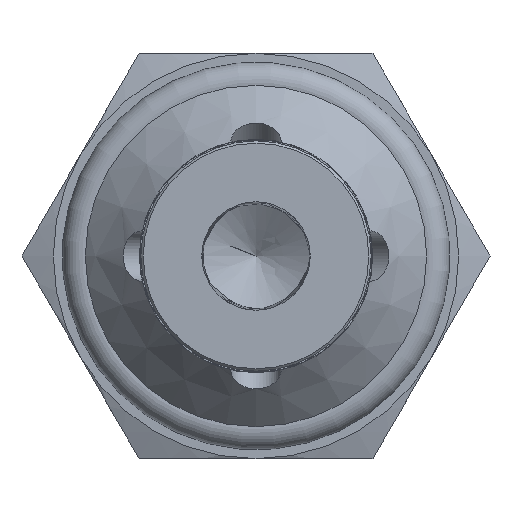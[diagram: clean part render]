
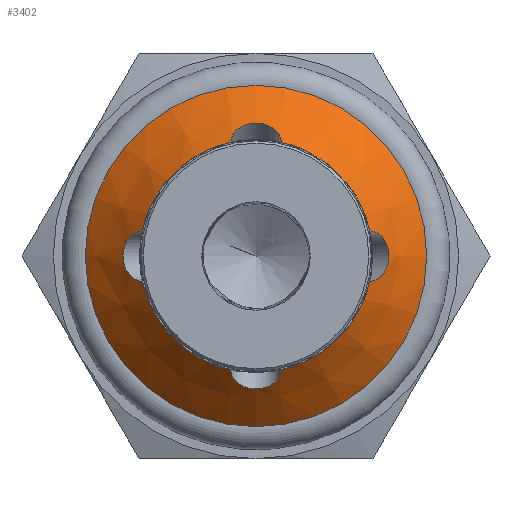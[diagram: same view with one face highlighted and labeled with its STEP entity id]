
A CAD part, left-side view. The second image highlights one B-rep face of the part: STEP entity #3402.
In plain terms, the highlighted conical face has half-angle 45 degrees and reference radius 7.836 mm.
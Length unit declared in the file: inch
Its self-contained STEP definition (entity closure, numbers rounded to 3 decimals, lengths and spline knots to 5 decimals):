
#2918=CARTESIAN_POINT('',(-0.97,-0.05433,-0.24249));
#2919=VERTEX_POINT('',#2918);
#2920=CARTESIAN_POINT('',(-0.97,0.05433,-0.24249));
#2921=VERTEX_POINT('',#2920);
#2922=CARTESIAN_POINT('',(-0.97,-0.05433,-0.24249));
#2923=CARTESIAN_POINT('',(-0.96556,-0.05482,-0.24692));
#2924=CARTESIAN_POINT('',(-0.96103,-0.05421,-0.25171));
#2925=CARTESIAN_POINT('',(-0.95169,-0.05026,-0.26205));
#2926=CARTESIAN_POINT('',(-0.94705,-0.04632,-0.26753));
#2927=CARTESIAN_POINT('',(-0.93972,-0.03651,-0.27643));
#2928=CARTESIAN_POINT('',(-0.93661,-0.03005,-0.28039));
#2929=CARTESIAN_POINT('',(-0.93248,-0.01558,-0.28569));
#2930=CARTESIAN_POINT('',(-0.93146,-0.00757,-0.28704));
#2931=CARTESIAN_POINT('',(-0.93146,0.00757,-0.28704));
#2932=CARTESIAN_POINT('',(-0.93248,0.01558,-0.28569));
#2933=CARTESIAN_POINT('',(-0.93661,0.03005,-0.28039));
#2934=CARTESIAN_POINT('',(-0.93972,0.03651,-0.27643));
#2935=CARTESIAN_POINT('',(-0.94705,0.04632,-0.26753));
#2936=CARTESIAN_POINT('',(-0.95169,0.05026,-0.26205));
#2937=CARTESIAN_POINT('',(-0.96103,0.05421,-0.25171));
#2938=CARTESIAN_POINT('',(-0.96556,0.05482,-0.24692));
#2939=CARTESIAN_POINT('',(-0.97,0.05433,-0.24249));
#2940=B_SPLINE_CURVE_WITH_KNOTS('',3,(#2922,#2923,#2924,#2925,#2926,#2927,#2928,#2929,#2930,#2931,#2932,#2933,#2934,#2935,#2936,#2937,#2938,#2939),.UNSPECIFIED.,.F.,.U.,(4,2,2,2,2,2,2,2,4),(0.38555,0.43259,0.49027,0.54796,0.60564,0.66332,0.72101,0.77869,0.82573),.UNSPECIFIED.);
#2941=EDGE_CURVE('',#2919,#2921,#2940,.T.);
#3021=CARTESIAN_POINT('',(-0.97,0.05433,0.24249));
#3022=VERTEX_POINT('',#3021);
#3023=CARTESIAN_POINT('',(-0.97,-0.05433,0.24249));
#3024=VERTEX_POINT('',#3023);
#3025=CARTESIAN_POINT('',(-0.97,0.05433,0.24249));
#3026=CARTESIAN_POINT('',(-0.96556,0.05482,0.24692));
#3027=CARTESIAN_POINT('',(-0.96103,0.05421,0.25171));
#3028=CARTESIAN_POINT('',(-0.95169,0.05026,0.26205));
#3029=CARTESIAN_POINT('',(-0.94705,0.04632,0.26753));
#3030=CARTESIAN_POINT('',(-0.93972,0.03651,0.27643));
#3031=CARTESIAN_POINT('',(-0.93661,0.03005,0.28039));
#3032=CARTESIAN_POINT('',(-0.93248,0.01558,0.28569));
#3033=CARTESIAN_POINT('',(-0.93146,0.00757,0.28704));
#3034=CARTESIAN_POINT('',(-0.93146,-0.00757,0.28704));
#3035=CARTESIAN_POINT('',(-0.93248,-0.01558,0.28569));
#3036=CARTESIAN_POINT('',(-0.93661,-0.03005,0.28039));
#3037=CARTESIAN_POINT('',(-0.93972,-0.03651,0.27643));
#3038=CARTESIAN_POINT('',(-0.94705,-0.04632,0.26753));
#3039=CARTESIAN_POINT('',(-0.95169,-0.05026,0.26205));
#3040=CARTESIAN_POINT('',(-0.96103,-0.05421,0.25171));
#3041=CARTESIAN_POINT('',(-0.96556,-0.05482,0.24692));
#3042=CARTESIAN_POINT('',(-0.97,-0.05433,0.24249));
#3043=B_SPLINE_CURVE_WITH_KNOTS('',3,(#3025,#3026,#3027,#3028,#3029,#3030,#3031,#3032,#3033,#3034,#3035,#3036,#3037,#3038,#3039,#3040,#3041,#3042),.UNSPECIFIED.,.F.,.U.,(4,2,2,2,2,2,2,2,4),(0.38555,0.43259,0.49027,0.54796,0.60564,0.66332,0.72101,0.77869,0.82573),.UNSPECIFIED.);
#3044=EDGE_CURVE('',#3022,#3024,#3043,.T.);
#3124=CARTESIAN_POINT('',(-0.97,-0.24249,0.05433));
#3125=VERTEX_POINT('',#3124);
#3126=CARTESIAN_POINT('',(-0.97,-0.24249,-0.05433));
#3127=VERTEX_POINT('',#3126);
#3128=CARTESIAN_POINT('',(-0.97,-0.24249,0.05433));
#3129=CARTESIAN_POINT('',(-0.96556,-0.24692,0.05482));
#3130=CARTESIAN_POINT('',(-0.96103,-0.25171,0.05421));
#3131=CARTESIAN_POINT('',(-0.95169,-0.26205,0.05026));
#3132=CARTESIAN_POINT('',(-0.94705,-0.26753,0.04632));
#3133=CARTESIAN_POINT('',(-0.93972,-0.27643,0.03651));
#3134=CARTESIAN_POINT('',(-0.93661,-0.28039,0.03005));
#3135=CARTESIAN_POINT('',(-0.93248,-0.28569,0.01558));
#3136=CARTESIAN_POINT('',(-0.93146,-0.28704,0.00757));
#3137=CARTESIAN_POINT('',(-0.93146,-0.28704,-0.00757));
#3138=CARTESIAN_POINT('',(-0.93248,-0.28569,-0.01558));
#3139=CARTESIAN_POINT('',(-0.93661,-0.28039,-0.03005));
#3140=CARTESIAN_POINT('',(-0.93972,-0.27643,-0.03651));
#3141=CARTESIAN_POINT('',(-0.94705,-0.26753,-0.04632));
#3142=CARTESIAN_POINT('',(-0.95169,-0.26205,-0.05026));
#3143=CARTESIAN_POINT('',(-0.96103,-0.25171,-0.05421));
#3144=CARTESIAN_POINT('',(-0.96556,-0.24692,-0.05482));
#3145=CARTESIAN_POINT('',(-0.97,-0.24249,-0.05433));
#3146=B_SPLINE_CURVE_WITH_KNOTS('',3,(#3128,#3129,#3130,#3131,#3132,#3133,#3134,#3135,#3136,#3137,#3138,#3139,#3140,#3141,#3142,#3143,#3144,#3145),.UNSPECIFIED.,.F.,.U.,(4,2,2,2,2,2,2,2,4),(0.38555,0.43259,0.49027,0.54796,0.60564,0.66332,0.72101,0.77869,0.82573),.UNSPECIFIED.);
#3147=EDGE_CURVE('',#3125,#3127,#3146,.T.);
#3239=CARTESIAN_POINT('',(-0.97,0.0,0.0));
#3240=DIRECTION('',(1.0,0.0,0.0));
#3241=DIRECTION('',(0.0,1.0,0.0));
#3242=AXIS2_PLACEMENT_3D('',#3239,#3240,#3241);
#3243=CIRCLE('',#3242,0.2485);
#3244=EDGE_CURVE('',#3127,#2919,#3243,.T.);
#3247=CARTESIAN_POINT('',(-0.97,0.0,0.0));
#3248=DIRECTION('',(1.0,0.0,0.0));
#3249=DIRECTION('',(0.0,1.0,0.0));
#3250=AXIS2_PLACEMENT_3D('',#3247,#3248,#3249);
#3251=CIRCLE('',#3250,0.2485);
#3252=EDGE_CURVE('',#3024,#3125,#3251,.T.);
#3255=CARTESIAN_POINT('',(-0.97,0.24249,0.05433));
#3256=VERTEX_POINT('',#3255);
#3257=CARTESIAN_POINT('',(-0.97,0.0,0.0));
#3258=DIRECTION('',(1.0,0.0,0.0));
#3259=DIRECTION('',(0.0,1.0,0.0));
#3260=AXIS2_PLACEMENT_3D('',#3257,#3258,#3259);
#3261=CIRCLE('',#3260,0.2485);
#3262=EDGE_CURVE('',#3256,#3022,#3261,.T.);
#3264=CARTESIAN_POINT('',(-0.97,0.24249,-0.05433));
#3265=VERTEX_POINT('',#3264);
#3291=CARTESIAN_POINT('',(-0.97,0.0,0.0));
#3292=DIRECTION('',(1.0,0.0,0.0));
#3293=DIRECTION('',(0.0,1.0,0.0));
#3294=AXIS2_PLACEMENT_3D('',#3291,#3292,#3293);
#3295=CIRCLE('',#3294,0.2485);
#3296=EDGE_CURVE('',#2921,#3265,#3295,.T.);
#3352=CARTESIAN_POINT('',(-0.97,0.24249,-0.05433));
#3353=CARTESIAN_POINT('',(-0.96556,0.24692,-0.05482));
#3354=CARTESIAN_POINT('',(-0.96103,0.25171,-0.05421));
#3355=CARTESIAN_POINT('',(-0.95169,0.26205,-0.05026));
#3356=CARTESIAN_POINT('',(-0.94705,0.26753,-0.04632));
#3357=CARTESIAN_POINT('',(-0.93972,0.27643,-0.03651));
#3358=CARTESIAN_POINT('',(-0.93661,0.28039,-0.03005));
#3359=CARTESIAN_POINT('',(-0.93248,0.28569,-0.01558));
#3360=CARTESIAN_POINT('',(-0.93146,0.28704,-0.00757));
#3361=CARTESIAN_POINT('',(-0.93146,0.28704,0.00757));
#3362=CARTESIAN_POINT('',(-0.93248,0.28569,0.01558));
#3363=CARTESIAN_POINT('',(-0.93661,0.28039,0.03005));
#3364=CARTESIAN_POINT('',(-0.93972,0.27643,0.03651));
#3365=CARTESIAN_POINT('',(-0.94705,0.26753,0.04632));
#3366=CARTESIAN_POINT('',(-0.95169,0.26205,0.05026));
#3367=CARTESIAN_POINT('',(-0.96103,0.25171,0.05421));
#3368=CARTESIAN_POINT('',(-0.96556,0.24692,0.05482));
#3369=CARTESIAN_POINT('',(-0.97,0.24249,0.05433));
#3370=B_SPLINE_CURVE_WITH_KNOTS('',3,(#3352,#3353,#3354,#3355,#3356,#3357,#3358,#3359,#3360,#3361,#3362,#3363,#3364,#3365,#3366,#3367,#3368,#3369),.UNSPECIFIED.,.F.,.U.,(4,2,2,2,2,2,2,2,4),(0.38555,0.43259,0.49027,0.54796,0.60564,0.66332,0.72101,0.77869,0.82573),.UNSPECIFIED.);
#3371=EDGE_CURVE('',#3265,#3256,#3370,.T.);
#3376=CARTESIAN_POINT('',(-0.91,0.0,0.0));
#3377=DIRECTION('',(1.0,0.0,0.0));
#3378=DIRECTION('',(0.0,1.0,0.0));
#3379=AXIS2_PLACEMENT_3D('',#3376,#3377,#3378);
#3380=CONICAL_SURFACE('',#3379,0.3085,45.);
#3381=ORIENTED_EDGE('',*,*,#2941,.T.);
#3382=ORIENTED_EDGE('',*,*,#3296,.T.);
#3383=ORIENTED_EDGE('',*,*,#3371,.T.);
#3384=ORIENTED_EDGE('',*,*,#3262,.T.);
#3385=ORIENTED_EDGE('',*,*,#3044,.T.);
#3386=ORIENTED_EDGE('',*,*,#3252,.T.);
#3387=ORIENTED_EDGE('',*,*,#3147,.T.);
#3388=ORIENTED_EDGE('',*,*,#3244,.T.);
#3389=EDGE_LOOP('',(#3381,#3382,#3383,#3384,#3385,#3386,#3387,#3388));
#3390=FACE_OUTER_BOUND('',#3389,.T.);
#3391=CARTESIAN_POINT('',(-0.85,0.3685,0.0));
#3392=VERTEX_POINT('',#3391);
#3393=CARTESIAN_POINT('',(-0.85,0.0,0.0));
#3394=DIRECTION('',(1.0,0.0,0.0));
#3395=DIRECTION('',(0.0,1.0,0.0));
#3396=AXIS2_PLACEMENT_3D('',#3393,#3394,#3395);
#3397=CIRCLE('',#3396,0.3685);
#3398=EDGE_CURVE('',#3392,#3392,#3397,.T.);
#3399=ORIENTED_EDGE('',*,*,#3398,.F.);
#3400=EDGE_LOOP('',(#3399));
#3401=FACE_BOUND('',#3400,.T.);
#3402=ADVANCED_FACE('',(#3390,#3401),#3380,.T.);
